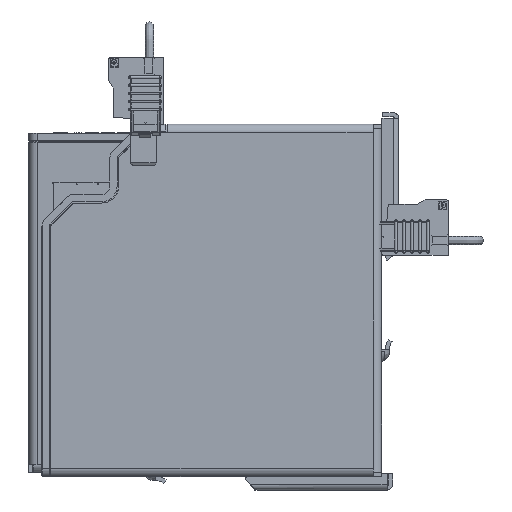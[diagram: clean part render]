
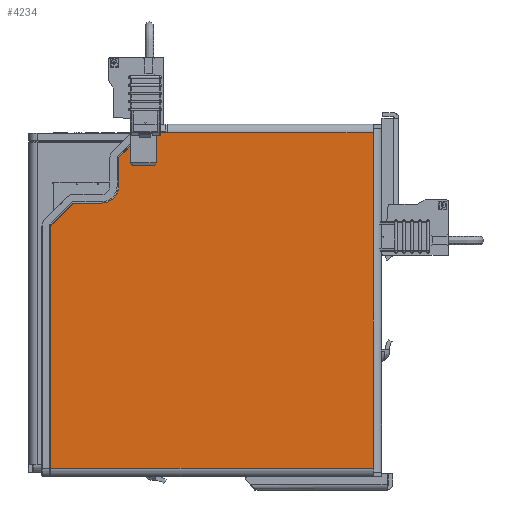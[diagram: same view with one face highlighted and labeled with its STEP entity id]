
A CAD part, left-side view. The second image highlights one B-rep face of the part: STEP entity #4234.
In plain terms, the highlighted planar face has unit normal (-1, 0, 0).
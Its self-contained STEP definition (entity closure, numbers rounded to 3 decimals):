
#4234 = ADVANCED_FACE( '', ( #8757 ), #8758, .F. );
#8757 = FACE_OUTER_BOUND( '', #19676, .T. );
#8758 = PLANE( '', #19677 );
#19676 = EDGE_LOOP( '', ( #33675, #33676, #33677, #33678, #33679, #33680, #33681, #33682, #33683, #33684, #33685, #33686 ) );
#19677 = AXIS2_PLACEMENT_3D( '', #33687, #33688, #33689 );
#33675 = ORIENTED_EDGE( '', *, *, #40896, .T. );
#33676 = ORIENTED_EDGE( '', *, *, #40897, .T. );
#33677 = ORIENTED_EDGE( '', *, *, #40270, .T. );
#33678 = ORIENTED_EDGE( '', *, *, #37634, .T. );
#33679 = ORIENTED_EDGE( '', *, *, #38888, .F. );
#33680 = ORIENTED_EDGE( '', *, *, #38237, .T. );
#33681 = ORIENTED_EDGE( '', *, *, #40573, .F. );
#33682 = ORIENTED_EDGE( '', *, *, #39770, .T. );
#33683 = ORIENTED_EDGE( '', *, *, #40898, .T. );
#33684 = ORIENTED_EDGE( '', *, *, #40899, .T. );
#33685 = ORIENTED_EDGE( '', *, *, #40893, .T. );
#33686 = ORIENTED_EDGE( '', *, *, #36527, .T. );
#33687 = CARTESIAN_POINT( '', ( -70., -0.046, 0.001 ) );
#33688 = DIRECTION( '', ( 1., 0., 0. ) );
#33689 = DIRECTION( '', ( 0., 1., 0. ) );
#36527 = EDGE_CURVE( '', #42830, #42828, #42831, .T. );
#37634 = EDGE_CURVE( '', #44668, #44666, #44669, .T. );
#38237 = EDGE_CURVE( '', #45604, #45608, #45610, .T. );
#38888 = EDGE_CURVE( '', #45604, #44666, #46568, .T. );
#39770 = EDGE_CURVE( '', #47776, #47774, #47777, .T. );
#40270 = EDGE_CURVE( '', #41612, #44668, #48409, .T. );
#40573 = EDGE_CURVE( '', #47776, #45608, #48762, .T. );
#40893 = EDGE_CURVE( '', #49104, #42830, #49105, .T. );
#40896 = EDGE_CURVE( '', #42828, #49108, #49109, .T. );
#40897 = EDGE_CURVE( '', #49108, #41612, #49110, .T. );
#40898 = EDGE_CURVE( '', #47774, #49111, #49112, .T. );
#40899 = EDGE_CURVE( '', #49111, #49104, #49113, .T. );
#41612 = VERTEX_POINT( '', #50264 );
#42828 = VERTEX_POINT( '', #52339 );
#42830 = VERTEX_POINT( '', #52342 );
#42831 = LINE( '', #52343, #52344 );
#44666 = VERTEX_POINT( '', #55391 );
#44668 = VERTEX_POINT( '', #55394 );
#44669 = LINE( '', #55395, #55396 );
#45604 = VERTEX_POINT( '', #57125 );
#45608 = VERTEX_POINT( '', #57130 );
#45610 = LINE( '', #57132, #57133 );
#46568 = LINE( '', #58842, #58843 );
#47774 = VERTEX_POINT( '', #60778 );
#47776 = VERTEX_POINT( '', #60781 );
#47777 = LINE( '', #60782, #60783 );
#48409 = LINE( '', #61769, #61770 );
#48762 = LINE( '', #62515, #62516 );
#49104 = VERTEX_POINT( '', #63026 );
#49105 = LINE( '', #63027, #63028 );
#49108 = VERTEX_POINT( '', #63032 );
#49109 = LINE( '', #63033, #63034 );
#49110 = LINE( '', #63035, #63036 );
#49111 = VERTEX_POINT( '', #63037 );
#49112 = LINE( '', #63038, #63039 );
#49113 = CIRCLE( '', #63040, 6. );
#50264 = CARTESIAN_POINT( '', ( -70., 2.956, 1.501 ) );
#52339 = CARTESIAN_POINT( '', ( -70., 117.065, 87.58 ) );
#52342 = CARTESIAN_POINT( '', ( -70., 109.144, 95.501 ) );
#52343 = CARTESIAN_POINT( '', ( -70., 109.144, 95.501 ) );
#52344 = VECTOR( '', #64385, 1000. );
#55391 = CARTESIAN_POINT( '', ( -70., 2.954, 120.501 ) );
#55394 = CARTESIAN_POINT( '', ( -70., 2.954, 1.501 ) );
#55395 = CARTESIAN_POINT( '', ( -70., 2.954, 0.001 ) );
#55396 = VECTOR( '', #65595, 1000. );
#57125 = CARTESIAN_POINT( '', ( -70., 2.956, 120.501 ) );
#57130 = CARTESIAN_POINT( '', ( -70., 75.717, 120.501 ) );
#57132 = CARTESIAN_POINT( '', ( -70., 2.956, 120.501 ) );
#57133 = VECTOR( '', #66269, 1000. );
#58842 = CARTESIAN_POINT( '', ( -70., 2.956, 120.501 ) );
#58843 = VECTOR( '', #67011, 1000. );
#60778 = CARTESIAN_POINT( '', ( -70., 93.065, 111.58 ) );
#60781 = CARTESIAN_POINT( '', ( -70., 84.144, 120.501 ) );
#60782 = CARTESIAN_POINT( '', ( -70., 84.144, 120.501 ) );
#60783 = VECTOR( '', #67941, 1000. );
#61769 = CARTESIAN_POINT( '', ( -70., 2.956, 1.501 ) );
#61770 = VECTOR( '', #68459, 1000. );
#62515 = CARTESIAN_POINT( '', ( -70., 2.956, 120.501 ) );
#62516 = VECTOR( '', #68680, 1000. );
#63026 = CARTESIAN_POINT( '', ( -70., 99.065, 95.501 ) );
#63027 = CARTESIAN_POINT( '', ( -70., 99.065, 95.501 ) );
#63028 = VECTOR( '', #68896, 1000. );
#63032 = CARTESIAN_POINT( '', ( -70., 117.065, 1.501 ) );
#63033 = CARTESIAN_POINT( '', ( -70., 117.065, 87.58 ) );
#63034 = VECTOR( '', #68898, 1000. );
#63035 = CARTESIAN_POINT( '', ( -70., 2.956, 1.501 ) );
#63036 = VECTOR( '', #68899, 1000. );
#63037 = CARTESIAN_POINT( '', ( -70., 93.065, 101.501 ) );
#63038 = CARTESIAN_POINT( '', ( -70., 93.065, 111.58 ) );
#63039 = VECTOR( '', #68900, 1000. );
#63040 = AXIS2_PLACEMENT_3D( '', #68901, #68902, #68903 );
#64385 = DIRECTION( '', ( 0., 0.707, -0.707 ) );
#65595 = DIRECTION( '', ( 0., 0., 1. ) );
#66269 = DIRECTION( '', ( 0., 1., 0. ) );
#67011 = DIRECTION( '', ( 0., -1., 0. ) );
#67941 = DIRECTION( '', ( 0., 0.707, -0.707 ) );
#68459 = DIRECTION( '', ( 0., -1., 0. ) );
#68680 = DIRECTION( '', ( 0., -1., 0. ) );
#68896 = DIRECTION( '', ( 0., 1., 0. ) );
#68898 = DIRECTION( '', ( 0., 0., -1. ) );
#68899 = DIRECTION( '', ( 0., -1., 0. ) );
#68900 = DIRECTION( '', ( 0., 0., -1. ) );
#68901 = CARTESIAN_POINT( '', ( -70., 99.065, 101.501 ) );
#68902 = DIRECTION( '', ( 1., 0., 0. ) );
#68903 = DIRECTION( '', ( 0., -1., 0. ) );
